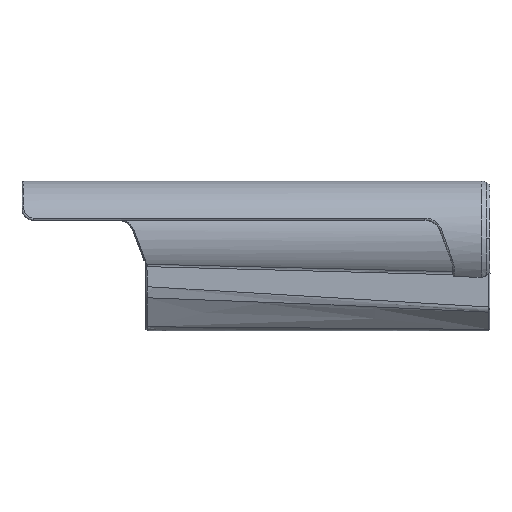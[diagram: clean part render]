
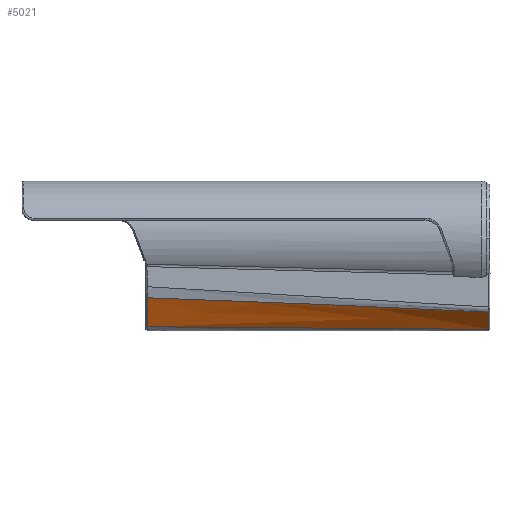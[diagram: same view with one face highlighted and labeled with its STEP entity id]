
A CAD part, left-side view. The second image highlights one B-rep face of the part: STEP entity #5021.
In plain terms, the highlighted free-form (B-spline) face has degree [3, 3] with [6, 4] control points.
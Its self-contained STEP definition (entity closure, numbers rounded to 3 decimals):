
#18 = CARTESIAN_POINT ( 'NONE',  ( -17.985, 627.81, -17.132 ) ) ;
#32 = CARTESIAN_POINT ( 'NONE',  ( -11.873, 627.81, -29.334 ) ) ;
#121 = CARTESIAN_POINT ( 'NONE',  ( -15.169, 489.749, -23.552 ) ) ;
#196 = ORIENTED_EDGE ( 'NONE', *, *, #10644, .T. ) ;
#265 = CARTESIAN_POINT ( 'NONE',  ( -16.983, 535.769, -20.067 ) ) ;
#636 = CARTESIAN_POINT ( 'NONE',  ( -10.445, 535.769, -28.939 ) ) ;
#1033 = B_SPLINE_CURVE_WITH_KNOTS ( 'NONE', 3,
 ( #18697, #7820, #9346, #20584, #121, #3819 ),
 .UNSPECIFIED., .F., .F.,
 ( 4, 1, 1, 4 ),
 ( 0., 0.37, 0.741, 1. ),
 .UNSPECIFIED. ) ;
#1200 = CARTESIAN_POINT ( 'NONE',  ( -16.788, 627.81, -19.521 ) ) ;
#1330 = CARTESIAN_POINT ( 'NONE',  ( -17.985, 627.81, -17.132 ) ) ;
#1548 = FACE_OUTER_BOUND ( 'NONE', #17477, .T. ) ;
#2080 = ORIENTED_EDGE ( 'NONE', *, *, #8644, .F. ) ;
#2162 = CARTESIAN_POINT ( 'NONE',  ( -16.659, 535.769, -20.548 ) ) ;
#2698 = CARTESIAN_POINT ( 'NONE',  ( -18.185, 581.79, -17.198 ) ) ;
#2815 = B_SPLINE_CURVE_WITH_KNOTS ( 'NONE', 3,
 ( #18, #5715, #17082, #12854, #20972, #22863 ),
 .UNSPECIFIED., .F., .F.,
 ( 4, 1, 1, 4 ),
 ( 0., 0.428, 0.714, 1. ),
 .UNSPECIFIED. ) ;
#2999 = CARTESIAN_POINT ( 'NONE',  ( -8.866, 489.749, -29.879 ) ) ;
#3116 = CARTESIAN_POINT ( 'NONE',  ( -10.526, 558.813, -29.375 ) ) ;
#3360 = CARTESIAN_POINT ( 'NONE',  ( -10.527, 558.846, -29.374 ) ) ;
#3556 = CARTESIAN_POINT ( 'NONE',  ( -15.764, 489.749, -22.953 ) ) ;
#3812 = VERTEX_POINT ( 'NONE', #13420 ) ;
#3813 = CARTESIAN_POINT ( 'NONE',  ( -12.119, 627.81, -28.843 ) ) ;
#3819 = CARTESIAN_POINT ( 'NONE',  ( -15.764, 489.749, -22.953 ) ) ;
#4106 = CARTESIAN_POINT ( 'NONE',  ( -17.31, 627.81, -18.481 ) ) ;
#4347 = CARTESIAN_POINT ( 'NONE',  ( -11.43, 581.79, -28.596 ) ) ;
#4392 = CARTESIAN_POINT ( 'NONE',  ( -10.576, 560.93, -29.359 ) ) ;
#4477 = CARTESIAN_POINT ( 'NONE',  ( -15.781, 489.749, -22.936 ) ) ;
#4584 = CARTESIAN_POINT ( 'NONE',  ( -17.789, 581.79, -17.906 ) ) ;
#5021 = ADVANCED_FACE ( 'NONE', ( #1548 ), #22610, .F. ) ;
#5299 = CARTESIAN_POINT ( 'NONE',  ( -15.776, 489.749, -22.942 ) ) ;
#5544 = CARTESIAN_POINT ( 'NONE',  ( -8.866, 489.749, -29.879 ) ) ;
#5694 = DIRECTION ( 'NONE',  ( 0.448, 0., -0.894 ) ) ;
#5715 = CARTESIAN_POINT ( 'NONE',  ( -17.68, 608.11, -17.834 ) ) ;
#6136 = CARTESIAN_POINT ( 'NONE',  ( -11.817, 614.577, -28.948 ) ) ;
#6207 = CARTESIAN_POINT ( 'NONE',  ( -14.663, 489.749, -24.062 ) ) ;
#6246 = CARTESIAN_POINT ( 'NONE',  ( -10.822, 571.432, -29.279 ) ) ;
#6331 = CARTESIAN_POINT ( 'NONE',  ( -12.414, 627.81, -28.253 ) ) ;
#6458 = CARTESIAN_POINT ( 'NONE',  ( -18.451, 627.81, -16.2 ) ) ;
#6984 = CARTESIAN_POINT ( 'NONE',  ( -10.526, 558.783, -29.375 ) ) ;
#7745 = EDGE_CURVE ( 'NONE', #21325, #13735, #2815, .T. ) ;
#7820 = CARTESIAN_POINT ( 'NONE',  ( -9.717, 489.749, -29.024 ) ) ;
#8026 = CARTESIAN_POINT ( 'NONE',  ( -11.534, 602.207, -29.043 ) ) ;
#8113 = CARTESIAN_POINT ( 'NONE',  ( -8.866, 489.749, -29.879 ) ) ;
#8140 = VERTEX_POINT ( 'NONE', #9264 ) ;
#8391 = CARTESIAN_POINT ( 'NONE',  ( -10.731, 567.523, -29.308 ) ) ;
#8633 = ORIENTED_EDGE ( 'NONE', *, *, #16406, .T. ) ;
#8644 = EDGE_CURVE ( 'NONE', #13735, #8140, #23379, .T. ) ;
#8836 = CARTESIAN_POINT ( 'NONE',  ( -15.781, 489.749, -22.936 ) ) ;
#9021 = CARTESIAN_POINT ( 'NONE',  ( -17.778, 627.81, -17.545 ) ) ;
#9264 = CARTESIAN_POINT ( 'NONE',  ( -15.764, 489.749, -22.953 ) ) ;
#9346 = CARTESIAN_POINT ( 'NONE',  ( -11.421, 489.749, -27.314 ) ) ;
#9468 = CARTESIAN_POINT ( 'NONE',  ( -17.985, 627.81, -17.132 ) ) ;
#9863 = CARTESIAN_POINT ( 'NONE',  ( -19.388, 627.81, -14.329 ) ) ;
#10071 = B_SPLINE_CURVE_WITH_KNOTS ( 'NONE', 3,
 ( #17658, #6136, #8026, #13748, #15749, #6246, #8391, #21529, #4392, #19631, #15861, #15988, #23528, #3360, #3116, #14596, #14360, #24152, #6984, #16242, #23895, #2999 ),
 .UNSPECIFIED., .F., .F.,
 ( 4, 2, 2, 1, 1, 1, 1, 1, 1, 1, 1, 1, 1, 2, 2, 4 ),
 ( 0., 0.25, 0.375, 0.438, 0.469, 0.484, 0.492, 0.496, 0.498, 0.499, 0.5, 0.5, 0.5, 0.5, 0.5, 1. ),
 .UNSPECIFIED. ) ;
#10114 = CARTESIAN_POINT ( 'NONE',  ( -9.868, 535.769, -29.697 ) ) ;
#10230 = CARTESIAN_POINT ( 'NONE',  ( -16.335, 535.769, -21.029 ) ) ;
#10644 = EDGE_CURVE ( 'NONE', #13761, #3812, #11948, .T. ) ;
#10756 = ORIENTED_EDGE ( 'NONE', *, *, #12906, .T. ) ;
#10977 = CARTESIAN_POINT ( 'NONE',  ( -15.781, 489.749, -22.936 ) ) ;
#11136 = CARTESIAN_POINT ( 'NONE',  ( -14.666, 627.81, -23.759 ) ) ;
#11948 = LINE ( 'NONE', #3813, #17138 ) ;
#12224 = CARTESIAN_POINT ( 'NONE',  ( -15.545, 535.769, -22.201 ) ) ;
#12854 = CARTESIAN_POINT ( 'NONE',  ( -16.433, 529.227, -20.983 ) ) ;
#12906 = EDGE_CURVE ( 'NONE', #3812, #22830, #10071, .T. ) ;
#13346 = EDGE_CURVE ( 'NONE', #22830, #8140, #1033, .T. ) ;
#13420 = CARTESIAN_POINT ( 'NONE',  ( -12.117, 627.81, -28.847 ) ) ;
#13735 = VERTEX_POINT ( 'NONE', #8836 ) ;
#13748 = CARTESIAN_POINT ( 'NONE',  ( -11.136, 584.95, -29.175 ) ) ;
#13761 = VERTEX_POINT ( 'NONE', #20559 ) ;
#13818 = CARTESIAN_POINT ( 'NONE',  ( -15.529, 489.749, -23.19 ) ) ;
#13943 = CARTESIAN_POINT ( 'NONE',  ( -16.428, 581.79, -20.341 ) ) ;
#14360 = CARTESIAN_POINT ( 'NONE',  ( -10.526, 558.789, -29.375 ) ) ;
#14596 = CARTESIAN_POINT ( 'NONE',  ( -10.526, 558.796, -29.375 ) ) ;
#14608 = CARTESIAN_POINT ( 'NONE',  ( -12.694, 627.81, -27.695 ) ) ;
#15749 = CARTESIAN_POINT ( 'NONE',  ( -11.007, 579.413, -29.218 ) ) ;
#15861 = CARTESIAN_POINT ( 'NONE',  ( -10.538, 559.315, -29.371 ) ) ;
#15949 = CARTESIAN_POINT ( 'NONE',  ( -9.46, 489.749, -29.282 ) ) ;
#15988 = CARTESIAN_POINT ( 'NONE',  ( -10.532, 559.047, -29.373 ) ) ;
#16242 = CARTESIAN_POINT ( 'NONE',  ( -9.819, 528.663, -29.603 ) ) ;
#16406 = EDGE_CURVE ( 'NONE', #21325, #13761, #17822, .T. ) ;
#17082 = CARTESIAN_POINT ( 'NONE',  ( -17.168, 575.254, -19.055 ) ) ;
#17138 = VECTOR ( 'NONE', #5694, 1000. ) ;
#17477 = EDGE_LOOP ( 'NONE', ( #2080, #20284, #8633, #196, #10756, #22900 ) ) ;
#17658 = CARTESIAN_POINT ( 'NONE',  ( -12.117, 627.81, -28.847 ) ) ;
#17822 = B_SPLINE_CURVE_WITH_KNOTS ( 'NONE', 3,
 ( #1330, #20511, #9021, #18381, #1200, #11136, #14608, #22287 ),
 .UNSPECIFIED., .F., .F.,
 ( 4, 2, 1, 1, 4 ),
 ( 0., 0.125, 0.25, 0.5, 1. ),
 .UNSPECIFIED. ) ;
#18381 = CARTESIAN_POINT ( 'NONE',  ( -17.433, 627.81, -18.234 ) ) ;
#18554 = CARTESIAN_POINT ( 'NONE',  ( -15.77, 489.749, -22.948 ) ) ;
#18697 = CARTESIAN_POINT ( 'NONE',  ( -8.866, 489.749, -29.879 ) ) ;
#19631 = CARTESIAN_POINT ( 'NONE',  ( -10.551, 559.852, -29.367 ) ) ;
#19827 = CARTESIAN_POINT ( 'NONE',  ( -15.277, 489.749, -23.443 ) ) ;
#20284 = ORIENTED_EDGE ( 'NONE', *, *, #7745, .F. ) ;
#20511 = CARTESIAN_POINT ( 'NONE',  ( -17.908, 627.81, -17.285 ) ) ;
#20559 = CARTESIAN_POINT ( 'NONE',  ( -12.121, 627.81, -28.839 ) ) ;
#20584 = CARTESIAN_POINT ( 'NONE',  ( -13.722, 489.749, -25.007 ) ) ;
#20972 = CARTESIAN_POINT ( 'NONE',  ( -15.997, 502.911, -22.245 ) ) ;
#21325 = VERTEX_POINT ( 'NONE', #9468 ) ;
#21529 = CARTESIAN_POINT ( 'NONE',  ( -10.627, 563.104, -29.342 ) ) ;
#21735 = CARTESIAN_POINT ( 'NONE',  ( -17.393, 581.79, -18.614 ) ) ;
#22287 = CARTESIAN_POINT ( 'NONE',  ( -12.121, 627.81, -28.839 ) ) ;
#22610 = B_SPLINE_SURFACE_WITH_KNOTS ( 'NONE', 3, 3, ( 
 ( #32, #23356, #10114, #8113 ),
 ( #6331, #4347, #636, #15949 ),
 ( #4106, #13943, #12224, #6207 ),
 ( #6458, #21735, #10230, #19827 ),
 ( #23479, #4584, #2162, #13818 ),
 ( #9863, #2698, #265, #4477 ) ),
 .UNSPECIFIED., .F., .F., .F.,
 ( 4, 2, 4 ),
 ( 4, 4 ),
 ( 0.024, 1., 1.678 ),
 ( 0.004, 0.996 ),
 .UNSPECIFIED. ) ;
#22830 = VERTEX_POINT ( 'NONE', #5544 ) ;
#22863 = CARTESIAN_POINT ( 'NONE',  ( -15.781, 489.749, -22.936 ) ) ;
#22900 = ORIENTED_EDGE ( 'NONE', *, *, #13346, .T. ) ;
#23356 = CARTESIAN_POINT ( 'NONE',  ( -10.87, 581.79, -29.516 ) ) ;
#23379 = B_SPLINE_CURVE_WITH_KNOTS ( 'NONE', 3,
 ( #10977, #5299, #18554, #3556 ),
 .UNSPECIFIED., .F., .F.,
 ( 4, 4 ),
 ( 0., 1. ),
 .UNSPECIFIED. ) ;
#23479 = CARTESIAN_POINT ( 'NONE',  ( -18.919, 627.81, -15.265 ) ) ;
#23528 = CARTESIAN_POINT ( 'NONE',  ( -10.529, 558.913, -29.374 ) ) ;
#23895 = CARTESIAN_POINT ( 'NONE',  ( -9.257, 505.653, -29.771 ) ) ;
#24152 = CARTESIAN_POINT ( 'NONE',  ( -10.526, 558.784, -29.375 ) ) ;
